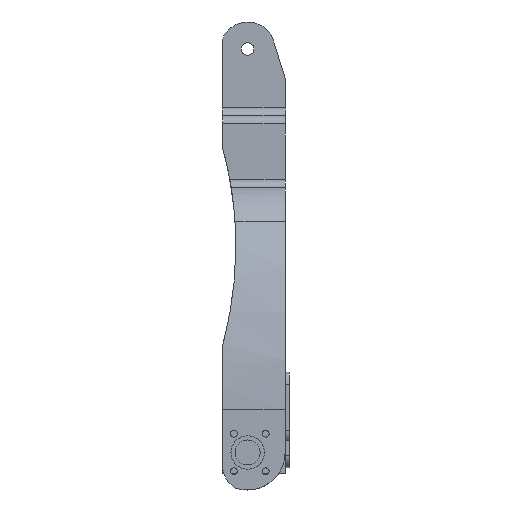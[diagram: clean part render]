
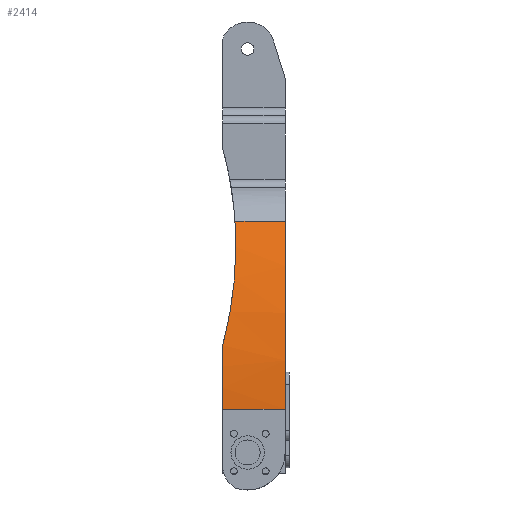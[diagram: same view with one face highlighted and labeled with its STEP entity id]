
A CAD part, left-side view. The second image highlights one B-rep face of the part: STEP entity #2414.
In plain terms, the highlighted cylindrical face has radius 202.62 mm (diameter 405.24 mm), a partial arc.
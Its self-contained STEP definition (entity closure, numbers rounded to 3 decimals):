
#221 = CIRCLE ( 'NONE', #5235, 202.62 ) ;
#347 = B_SPLINE_CURVE_WITH_KNOTS ( 'NONE', 3,
 ( #5866, #2518, #2465, #2436, #5305, #3513, #742, #6440, #6894, #4068 ),
 .UNSPECIFIED., .F., .F.,
 ( 4, 2, 2, 2, 4 ),
 ( 0.013, 0.038, 0.044, 0.05, 0.063 ),
 .UNSPECIFIED. ) ;
#742 = CARTESIAN_POINT ( 'NONE',  ( -58.361, -3.228, -96.113 ) ) ;
#940 = ORIENTED_EDGE ( 'NONE', *, *, #5727, .T. ) ;
#1121 = CARTESIAN_POINT ( 'NONE',  ( -60.993, 0., -110.111 ) ) ;
#1346 = ORIENTED_EDGE ( 'NONE', *, *, #6696, .F. ) ;
#1353 = B_SPLINE_CURVE_WITH_KNOTS ( 'NONE', 3,
 ( #5713, #5224, #6264, #1762 ),
 .UNSPECIFIED., .F., .F.,
 ( 4, 4 ),
 ( 0., 0.013 ),
 .UNSPECIFIED. ) ;
#1525 = CIRCLE ( 'NONE', #2601, 202.62 ) ;
#1620 = LINE ( 'NONE', #5695, #2760 ) ;
#1762 = CARTESIAN_POINT ( 'NONE',  ( -47.764, -6.318, -62.839 ) ) ;
#1950 = VECTOR ( 'NONE', #5077, 1000. ) ;
#2293 = EDGE_CURVE ( 'NONE', #2305, #3166, #1353, .T. ) ;
#2305 = VERTEX_POINT ( 'NONE', #3469 ) ;
#2360 = CARTESIAN_POINT ( 'NONE',  ( -63.312, 0., -140.679 ) ) ;
#2373 = DIRECTION ( 'NONE',  ( 0., 0., -1. ) ) ;
#2414 = ADVANCED_FACE ( 'NONE', ( #5784 ), #3309, .T. ) ;
#2436 = CARTESIAN_POINT ( 'NONE',  ( -56.39, -4.544, -88.128 ) ) ;
#2465 = CARTESIAN_POINT ( 'NONE',  ( -53.626, -5.836, -78.239 ) ) ;
#2518 = CARTESIAN_POINT ( 'NONE',  ( -50.938, -6.318, -70.467 ) ) ;
#2601 = AXIS2_PLACEMENT_3D ( 'NONE', #3765, #2619, #5458 ) ;
#2619 = DIRECTION ( 'NONE',  ( 0., -1., 0. ) ) ;
#2629 = EDGE_CURVE ( 'NONE', #5195, #2305, #3614, .T. ) ;
#2683 = CARTESIAN_POINT ( 'NONE',  ( -42.222, -30., -50.669 ) ) ;
#2718 = ORIENTED_EDGE ( 'NONE', *, *, #2293, .T. ) ;
#2724 = VERTEX_POINT ( 'NONE', #2360 ) ;
#2760 = VECTOR ( 'NONE', #5061, 1000. ) ;
#2903 = CARTESIAN_POINT ( 'NONE',  ( 139.308, 0., -140.679 ) ) ;
#3103 = CARTESIAN_POINT ( 'NONE',  ( -47.764, -6.318, -62.839 ) ) ;
#3166 = VERTEX_POINT ( 'NONE', #3103 ) ;
#3180 = AXIS2_PLACEMENT_3D ( 'NONE', #4758, #5901, #5280 ) ;
#3309 = CYLINDRICAL_SURFACE ( 'NONE', #3180, 202.62 ) ;
#3469 = CARTESIAN_POINT ( 'NONE',  ( -42.222, -5.906, -50.669 ) ) ;
#3513 = CARTESIAN_POINT ( 'NONE',  ( -57.898, -3.593, -94.106 ) ) ;
#3614 = LINE ( 'NONE', #2683, #1950 ) ;
#3765 = CARTESIAN_POINT ( 'NONE',  ( 139.308, -30., -140.679 ) ) ;
#4068 = CARTESIAN_POINT ( 'NONE',  ( -60.993, 0., -110.111 ) ) ;
#4158 = EDGE_LOOP ( 'NONE', ( #5961, #2718, #940, #6002, #1346, #4865 ) ) ;
#4545 = EDGE_CURVE ( 'NONE', #4693, #2724, #221, .T. ) ;
#4693 = VERTEX_POINT ( 'NONE', #1121 ) ;
#4758 = CARTESIAN_POINT ( 'NONE',  ( 139.308, -30., -140.679 ) ) ;
#4865 = ORIENTED_EDGE ( 'NONE', *, *, #6565, .F. ) ;
#5061 = DIRECTION ( 'NONE',  ( 0., 1., 0. ) ) ;
#5077 = DIRECTION ( 'NONE',  ( 0., 1., 0. ) ) ;
#5195 = VERTEX_POINT ( 'NONE', #6300 ) ;
#5224 = CARTESIAN_POINT ( 'NONE',  ( -44.212, -6.178, -54.683 ) ) ;
#5235 = AXIS2_PLACEMENT_3D ( 'NONE', #2903, #5701, #2373 ) ;
#5280 = DIRECTION ( 'NONE',  ( 0., 0., 1. ) ) ;
#5305 = CARTESIAN_POINT ( 'NONE',  ( -56.912, -4.251, -90.115 ) ) ;
#5458 = DIRECTION ( 'NONE',  ( 0., 0., -1. ) ) ;
#5695 = CARTESIAN_POINT ( 'NONE',  ( -63.312, -30., -140.679 ) ) ;
#5701 = DIRECTION ( 'NONE',  ( 0., -1., 0. ) ) ;
#5713 = CARTESIAN_POINT ( 'NONE',  ( -42.222, -5.906, -50.669 ) ) ;
#5727 = EDGE_CURVE ( 'NONE', #3166, #4693, #347, .T. ) ;
#5767 = CARTESIAN_POINT ( 'NONE',  ( -63.312, -30., -140.679 ) ) ;
#5784 = FACE_OUTER_BOUND ( 'NONE', #4158, .T. ) ;
#5866 = CARTESIAN_POINT ( 'NONE',  ( -47.764, -6.318, -62.839 ) ) ;
#5901 = DIRECTION ( 'NONE',  ( 0., 1., 0. ) ) ;
#5961 = ORIENTED_EDGE ( 'NONE', *, *, #2629, .T. ) ;
#6002 = ORIENTED_EDGE ( 'NONE', *, *, #4545, .T. ) ;
#6264 = CARTESIAN_POINT ( 'NONE',  ( -46.058, -6.318, -58.74 ) ) ;
#6300 = CARTESIAN_POINT ( 'NONE',  ( -42.222, -30., -50.669 ) ) ;
#6440 = CARTESIAN_POINT ( 'NONE',  ( -59.652, -2.027, -102.122 ) ) ;
#6565 = EDGE_CURVE ( 'NONE', #5195, #6776, #1525, .T. ) ;
#6696 = EDGE_CURVE ( 'NONE', #6776, #2724, #1620, .T. ) ;
#6776 = VERTEX_POINT ( 'NONE', #5767 ) ;
#6894 = CARTESIAN_POINT ( 'NONE',  ( -60.384, -1.086, -106.122 ) ) ;
